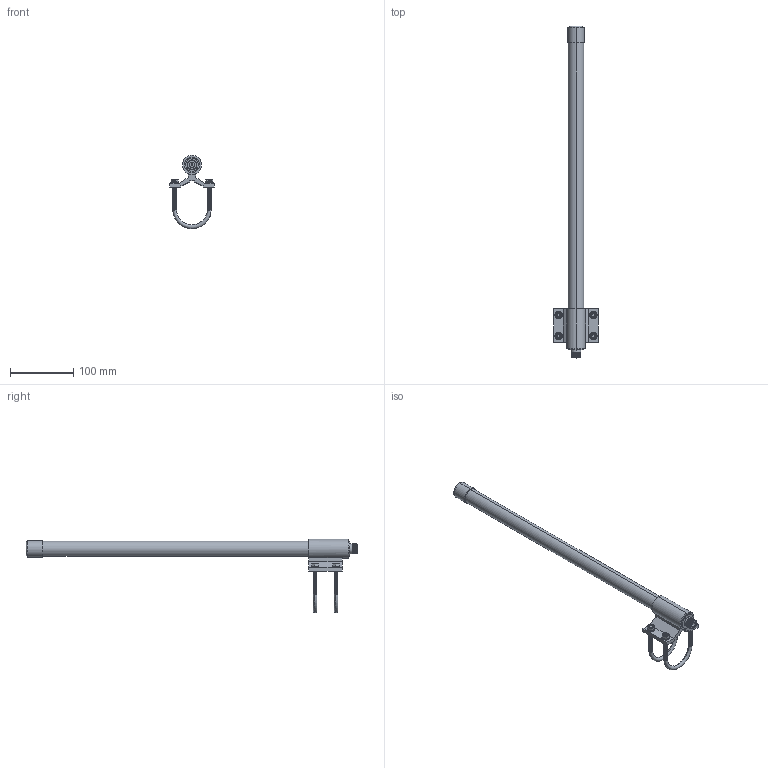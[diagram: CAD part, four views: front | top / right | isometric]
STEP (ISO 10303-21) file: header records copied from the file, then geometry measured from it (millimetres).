
FILE_DESCRIPTION (( 'STEP AP214' ), '1' );
FILE_NAME ('OMB.450.B03F21_web.STEP', '2020-05-15T02:38:46', ( '' ), ( '' ), 'SwSTEP 2.0', 'SolidWorks 2017', '' );
FILE_SCHEMA (( 'AUTOMOTIVE_DESIGN' ));
Length unit declared in the file: millimetre
Products named in the file (8): ANTENNA-1; BRACKET-1; OD12_ID6.4_T1.0-1; M6x5(Ni)-1; CONNECTOR-1; OMB.450.B03F21_web; COVER-1; 000411K000021A-1
Assembly tree (14 placements, depth 2):
  OMB.450.B03F21_web
    BRACKET-1
    ANTENNA-1
    COVER-1
    CONNECTOR-1
    000411K000021A-1  x2
    M6x5(Ni)-1  x4
    OD12_ID6.4_T1.0-1  x4
Bounding box: 70 x 523 x 115.5 mm (x, y, z)
Volume: 129843.5 mm3; surface area: 110104.3 mm2
Topology: 14 solids, 14 shells, 670 faces, 1888 edges, 1256 vertices
Faces by surface type: cylinder 475, plane 104, cone 40, bspline 29, torus 22
Entity records: 29820 total; most frequent: CARTESIAN_POINT 21606, ORIENTED_EDGE 1974, DIRECTION 1342, EDGE_CURVE 987, VERTEX_POINT 656, AXIS2_PLACEMENT_3D 480, LINE 382, VECTOR 382
